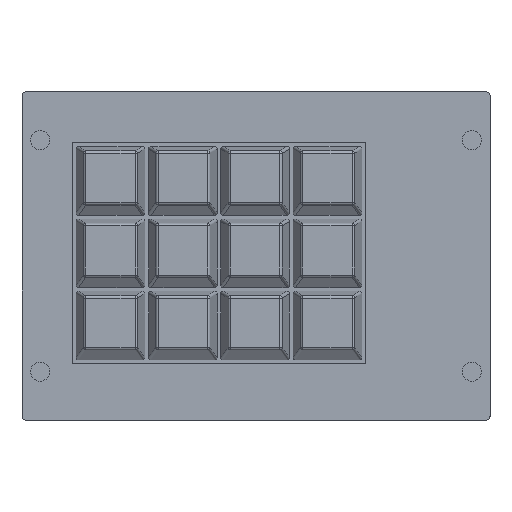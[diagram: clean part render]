
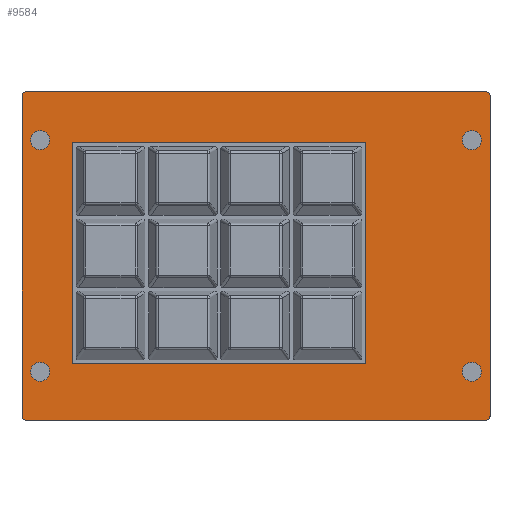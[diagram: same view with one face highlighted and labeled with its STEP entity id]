
A CAD part, top view. The second image highlights one B-rep face of the part: STEP entity #9584.
In plain terms, the highlighted planar face has unit normal (0, 0, 1).
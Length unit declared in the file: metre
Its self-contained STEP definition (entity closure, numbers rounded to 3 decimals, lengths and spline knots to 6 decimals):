
#657=LINE('',#15734,#1366);
#662=LINE('',#15748,#1371);
#666=LINE('',#15760,#1375);
#670=LINE('',#15772,#1379);
#673=LINE('',#15779,#1382);
#677=LINE('',#15787,#1386);
#680=LINE('',#15793,#1389);
#682=LINE('',#15816,#1391);
#1366=VECTOR('',#13099,1.);
#1371=VECTOR('',#13112,1.);
#1375=VECTOR('',#13124,1.);
#1379=VECTOR('',#13136,1.);
#1382=VECTOR('',#13141,1.);
#1386=VECTOR('',#13147,1.);
#1389=VECTOR('',#13152,1.);
#1391=VECTOR('',#13180,1.);
#4046=ORIENTED_EDGE('',*,*,#5572,.F.);
#4047=ORIENTED_EDGE('',*,*,#5576,.T.);
#4048=ORIENTED_EDGE('',*,*,#5579,.T.);
#4049=ORIENTED_EDGE('',*,*,#5589,.F.);
#4050=ORIENTED_EDGE('',*,*,#5586,.F.);
#4051=ORIENTED_EDGE('',*,*,#5584,.F.);
#4052=ORIENTED_EDGE('',*,*,#5582,.F.);
#4053=ORIENTED_EDGE('',*,*,#5580,.F.);
#4054=ORIENTED_EDGE('',*,*,#5550,.F.);
#4055=ORIENTED_EDGE('',*,*,#5554,.T.);
#4056=ORIENTED_EDGE('',*,*,#5557,.T.);
#4057=ORIENTED_EDGE('',*,*,#5560,.T.);
#4058=ORIENTED_EDGE('',*,*,#5563,.T.);
#4059=ORIENTED_EDGE('',*,*,#5566,.T.);
#4060=ORIENTED_EDGE('',*,*,#5569,.F.);
#4061=ORIENTED_EDGE('',*,*,#5591,.T.);
#5550=EDGE_CURVE('',#6533,#6534,#657,.T.);
#5554=EDGE_CURVE('',#6533,#6536,#7115,.T.);
#5557=EDGE_CURVE('',#6536,#6538,#662,.T.);
#5560=EDGE_CURVE('',#6538,#6540,#7117,.T.);
#5563=EDGE_CURVE('',#6540,#6542,#666,.T.);
#5566=EDGE_CURVE('',#6542,#6544,#7119,.T.);
#5569=EDGE_CURVE('',#6546,#6544,#670,.T.);
#5572=EDGE_CURVE('',#6549,#6550,#673,.T.);
#5576=EDGE_CURVE('',#6549,#6552,#677,.T.);
#5579=EDGE_CURVE('',#6552,#6554,#680,.T.);
#5580=EDGE_CURVE('',#6555,#6555,#7120,.T.);
#5582=EDGE_CURVE('',#6557,#6557,#7122,.T.);
#5584=EDGE_CURVE('',#6559,#6559,#7124,.T.);
#5586=EDGE_CURVE('',#6561,#6561,#7126,.T.);
#5589=EDGE_CURVE('',#6550,#6554,#682,.T.);
#5591=EDGE_CURVE('',#6546,#6534,#7129,.T.);
#6533=VERTEX_POINT('',#15733);
#6534=VERTEX_POINT('',#15735);
#6536=VERTEX_POINT('',#15741);
#6538=VERTEX_POINT('',#15747);
#6540=VERTEX_POINT('',#15753);
#6542=VERTEX_POINT('',#15759);
#6544=VERTEX_POINT('',#15765);
#6546=VERTEX_POINT('',#15771);
#6549=VERTEX_POINT('',#15778);
#6550=VERTEX_POINT('',#15780);
#6552=VERTEX_POINT('',#15786);
#6554=VERTEX_POINT('',#15792);
#6555=VERTEX_POINT('',#15796);
#6557=VERTEX_POINT('',#15801);
#6559=VERTEX_POINT('',#15806);
#6561=VERTEX_POINT('',#15811);
#7115=CIRCLE('',#10743,0.001);
#7117=CIRCLE('',#10747,0.001);
#7119=CIRCLE('',#10751,0.001);
#7120=CIRCLE('',#10757,0.0025);
#7122=CIRCLE('',#10760,0.0025);
#7124=CIRCLE('',#10763,0.0025);
#7126=CIRCLE('',#10766,0.0025);
#7129=CIRCLE('',#10771,0.001);
#7885=EDGE_LOOP('',(#4046,#4047,#4048,#4049));
#7886=EDGE_LOOP('',(#4050));
#7887=EDGE_LOOP('',(#4051));
#7888=EDGE_LOOP('',(#4052));
#7889=EDGE_LOOP('',(#4053));
#7890=EDGE_LOOP('',(#4054,#4055,#4056,#4057,#4058,#4059,#4060,#4061));
#8786=FACE_BOUND('',#7885,.T.);
#8787=FACE_BOUND('',#7886,.T.);
#8788=FACE_BOUND('',#7887,.T.);
#8789=FACE_BOUND('',#7888,.T.);
#8790=FACE_BOUND('',#7889,.T.);
#8791=FACE_BOUND('',#7890,.T.);
#9142=PLANE('',#10772);
#9584=ADVANCED_FACE('',(#8786,#8787,#8788,#8789,#8790,#8791),#9142,.T.);
#10743=AXIS2_PLACEMENT_3D('',#15742,#13106,#13107);
#10747=AXIS2_PLACEMENT_3D('',#15754,#13118,#13119);
#10751=AXIS2_PLACEMENT_3D('',#15766,#13130,#13131);
#10757=AXIS2_PLACEMENT_3D('',#15795,#13155,#13156);
#10760=AXIS2_PLACEMENT_3D('',#15800,#13161,#13162);
#10763=AXIS2_PLACEMENT_3D('',#15805,#13167,#13168);
#10766=AXIS2_PLACEMENT_3D('',#15810,#13173,#13174);
#10771=AXIS2_PLACEMENT_3D('',#15819,#13185,#13186);
#10772=AXIS2_PLACEMENT_3D('',#15820,#13187,#13188);
#13099=DIRECTION('',(1.,0.,0.));
#13106=DIRECTION('',(0.,0.,1.));
#13107=DIRECTION('',(1.,0.,0.));
#13112=DIRECTION('',(0.,-1.,0.));
#13118=DIRECTION('',(0.,0.,1.));
#13119=DIRECTION('',(1.,0.,0.));
#13124=DIRECTION('',(1.,0.,0.));
#13130=DIRECTION('',(0.,0.,1.));
#13131=DIRECTION('',(1.,0.,0.));
#13136=DIRECTION('',(0.,-1.,0.));
#13141=DIRECTION('',(0.,-1.,0.));
#13147=DIRECTION('',(1.,0.,0.));
#13152=DIRECTION('',(0.,-1.,0.));
#13155=DIRECTION('',(0.,0.,1.));
#13156=DIRECTION('',(1.,0.,0.));
#13161=DIRECTION('',(0.,0.,1.));
#13162=DIRECTION('',(1.,0.,0.));
#13167=DIRECTION('',(0.,0.,1.));
#13168=DIRECTION('',(1.,0.,0.));
#13173=DIRECTION('',(0.,0.,1.));
#13174=DIRECTION('',(1.,0.,0.));
#13180=DIRECTION('',(1.,0.,0.));
#13185=DIRECTION('',(0.,0.,1.));
#13186=DIRECTION('',(1.,0.,0.));
#13187=DIRECTION('',(0.,0.,1.));
#13188=DIRECTION('',(1.,0.,0.));
#15733=CARTESIAN_POINT('',(-0.089017,0.145744,0.03998));
#15734=CARTESIAN_POINT('',(-0.028567,0.145744,0.03998));
#15735=CARTESIAN_POINT('',(0.031883,0.145744,0.03998));
#15741=CARTESIAN_POINT('',(-0.090017,0.144744,0.03998));
#15742=CARTESIAN_POINT('',(-0.089017,0.144744,0.03998));
#15747=CARTESIAN_POINT('',(-0.090017,0.060531,0.03998));
#15748=CARTESIAN_POINT('',(-0.090017,0.102638,0.03998));
#15753=CARTESIAN_POINT('',(-0.089017,0.059531,0.03998));
#15754=CARTESIAN_POINT('',(-0.089017,0.060531,0.03998));
#15759=CARTESIAN_POINT('',(0.031883,0.059531,0.03998));
#15760=CARTESIAN_POINT('',(-0.028567,0.059531,0.03998));
#15765=CARTESIAN_POINT('',(0.032883,0.060531,0.03998));
#15766=CARTESIAN_POINT('',(0.031883,0.060531,0.03998));
#15771=CARTESIAN_POINT('',(0.032883,0.144744,0.03998));
#15772=CARTESIAN_POINT('',(0.032883,0.102638,0.03998));
#15778=CARTESIAN_POINT('',(-0.076835,0.132364,0.03998));
#15779=CARTESIAN_POINT('',(-0.076835,0.103326,0.03998));
#15780=CARTESIAN_POINT('',(-0.076835,0.074288,0.03998));
#15786=CARTESIAN_POINT('',(0.000241,0.132364,0.03998));
#15787=CARTESIAN_POINT('',(-0.038297,0.132364,0.03998));
#15792=CARTESIAN_POINT('',(0.000241,0.074288,0.03998));
#15793=CARTESIAN_POINT('',(0.000241,0.103326,0.03998));
#15795=CARTESIAN_POINT('',(-0.085254,0.133044,0.03998));
#15796=CARTESIAN_POINT('',(-0.082754,0.133044,0.03998));
#15800=CARTESIAN_POINT('',(-0.085254,0.072231,0.03998));
#15801=CARTESIAN_POINT('',(-0.082754,0.072231,0.03998));
#15805=CARTESIAN_POINT('',(0.028121,0.072231,0.03998));
#15806=CARTESIAN_POINT('',(0.030621,0.072231,0.03998));
#15810=CARTESIAN_POINT('',(0.028121,0.133044,0.03998));
#15811=CARTESIAN_POINT('',(0.030621,0.133044,0.03998));
#15816=CARTESIAN_POINT('',(-0.038297,0.074288,0.03998));
#15819=CARTESIAN_POINT('',(0.031883,0.144744,0.03998));
#15820=CARTESIAN_POINT('',(-0.028567,0.102638,0.03998));
